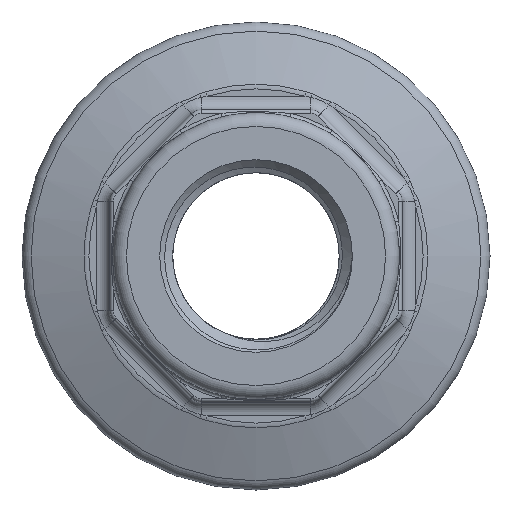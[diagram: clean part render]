
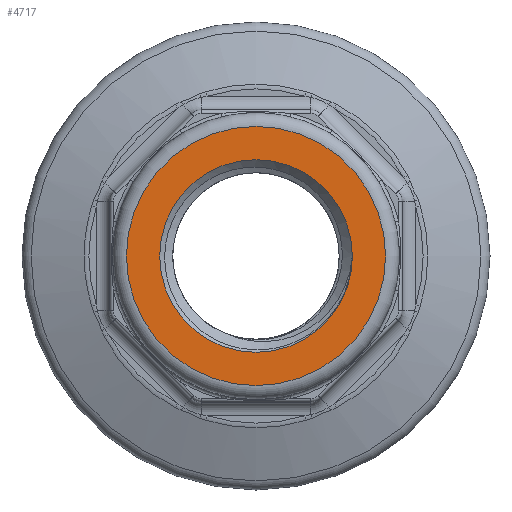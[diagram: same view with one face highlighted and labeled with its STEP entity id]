
A CAD part, left-side view. The second image highlights one B-rep face of the part: STEP entity #4717.
In plain terms, the highlighted planar face has unit normal (-1, 0, 0).
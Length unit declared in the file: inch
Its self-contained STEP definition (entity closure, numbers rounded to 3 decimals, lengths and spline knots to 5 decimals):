
#4683=CARTESIAN_POINT('',(-1.235,0.565,0.0));
#4684=VERTEX_POINT('',#4683);
#4685=CARTESIAN_POINT('',(-1.235,0.0,0.0));
#4686=DIRECTION('',(1.0,0.0,0.0));
#4687=DIRECTION('',(0.0,-1.0,0.0));
#4688=AXIS2_PLACEMENT_3D('',#4685,#4686,#4687);
#4689=CIRCLE('',#4688,0.565);
#4690=EDGE_CURVE('',#4684,#4684,#4689,.T.);
#4698=CARTESIAN_POINT('',(-1.235,0.3125,0.0));
#4699=DIRECTION('',(-1.0,0.0,0.0));
#4700=DIRECTION('',(0.0,0.0,1.0));
#4701=AXIS2_PLACEMENT_3D('',#4698,#4699,#4700);
#4702=PLANE('',#4701);
#4703=ORIENTED_EDGE('',*,*,#4690,.F.);
#4704=EDGE_LOOP('',(#4703));
#4705=FACE_OUTER_BOUND('',#4704,.T.);
#4706=CARTESIAN_POINT('',(-1.235,-0.42,0.00018));
#4707=VERTEX_POINT('',#4706);
#4708=CARTESIAN_POINT('',(-1.235,0.0,0.0));
#4709=DIRECTION('',(1.0,0.0,0.0));
#4710=DIRECTION('',(0.0,1.0,0.0));
#4711=AXIS2_PLACEMENT_3D('',#4708,#4709,#4710);
#4712=CIRCLE('',#4711,0.42);
#4713=EDGE_CURVE('',#4707,#4707,#4712,.T.);
#4714=ORIENTED_EDGE('',*,*,#4713,.T.);
#4715=EDGE_LOOP('',(#4714));
#4716=FACE_BOUND('',#4715,.T.);
#4717=ADVANCED_FACE('',(#4705,#4716),#4702,.T.);
